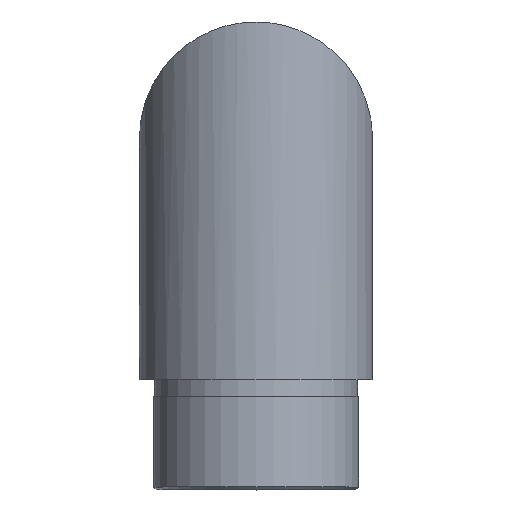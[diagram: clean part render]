
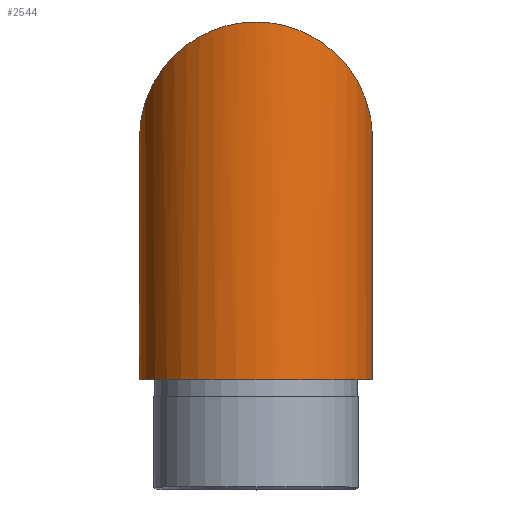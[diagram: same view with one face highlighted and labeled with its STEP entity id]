
A CAD part, top view. The second image highlights one B-rep face of the part: STEP entity #2544.
In plain terms, the highlighted cylindrical face has radius 21.2 mm (diameter 42.4 mm), a full revolution.
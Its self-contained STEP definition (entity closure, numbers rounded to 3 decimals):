
#1447 = CARTESIAN_POINT ( 'NONE',  ( 0., 65., 21.2 ) ) ;
#1543 = AXIS2_PLACEMENT_3D ( 'NONE', #8520, #5687, #5556 ) ;
#1860 =( BOUNDED_CURVE ( )  B_SPLINE_CURVE ( 3, ( #12225, #10285, #8252, #1447, #3434, #6403, #9278 ),
 .UNSPECIFIED., .T., .F. ) 
 B_SPLINE_CURVE_WITH_KNOTS ( ( 4, 3, 4 ),
 ( 0., 3.142, 6.283 ),
 .UNSPECIFIED. ) 
 CURVE ( )  GEOMETRIC_REPRESENTATION_ITEM ( )  RATIONAL_B_SPLINE_CURVE ( ( 1., 0.333, 0.333, 1., 0.333, 0.333, 1. ) ) 
 REPRESENTATION_ITEM ( '' )  );
#2097 = EDGE_CURVE ( 'NONE', #4432, #4432, #1860, .T. ) ;
#2405 = VERTEX_POINT ( 'NONE', #10483 ) ;
#2544 = ADVANCED_FACE ( 'NONE', ( #7185, #6872 ), #11384, .T. ) ;
#3288 = AXIS2_PLACEMENT_3D ( 'NONE', #4491, #7429, #11451 ) ;
#3434 = CARTESIAN_POINT ( 'NONE',  ( 42.4, 65., 21.2 ) ) ;
#3831 = EDGE_LOOP ( 'NONE', ( #6571 ) ) ;
#4432 = VERTEX_POINT ( 'NONE', #11633 ) ;
#4443 = CIRCLE ( 'NONE', #3288, 21.2 ) ;
#4491 = CARTESIAN_POINT ( 'NONE',  ( 0., 0., 0. ) ) ;
#4510 = EDGE_LOOP ( 'NONE', ( #11928 ) ) ;
#5556 = DIRECTION ( 'NONE',  ( 0., 0., -1. ) ) ;
#5687 = DIRECTION ( 'NONE',  ( 0., -1., 0. ) ) ;
#6403 = CARTESIAN_POINT ( 'NONE',  ( 42.4, 22.6, -21.2 ) ) ;
#6571 = ORIENTED_EDGE ( 'NONE', *, *, #12136, .T. ) ;
#6872 = FACE_OUTER_BOUND ( 'NONE', #4510, .T. ) ;
#7185 = FACE_OUTER_BOUND ( 'NONE', #3831, .T. ) ;
#7429 = DIRECTION ( 'NONE',  ( 0., 1., 0. ) ) ;
#8252 = CARTESIAN_POINT ( 'NONE',  ( -42.4, 65., 21.2 ) ) ;
#8520 = CARTESIAN_POINT ( 'NONE',  ( 0., 103.763, 0. ) ) ;
#9278 = CARTESIAN_POINT ( 'NONE',  ( 0., 22.6, -21.2 ) ) ;
#10285 = CARTESIAN_POINT ( 'NONE',  ( -42.4, 22.6, -21.2 ) ) ;
#10483 = CARTESIAN_POINT ( 'NONE',  ( 0., 0., 21.2 ) ) ;
#11384 = CYLINDRICAL_SURFACE ( 'NONE', #1543, 21.2 ) ;
#11451 = DIRECTION ( 'NONE',  ( 0., 0., 1. ) ) ;
#11633 = CARTESIAN_POINT ( 'NONE',  ( 0., 22.6, -21.2 ) ) ;
#11928 = ORIENTED_EDGE ( 'NONE', *, *, #2097, .F. ) ;
#12136 = EDGE_CURVE ( 'NONE', #2405, #2405, #4443, .T. ) ;
#12225 = CARTESIAN_POINT ( 'NONE',  ( 0., 22.6, -21.2 ) ) ;
